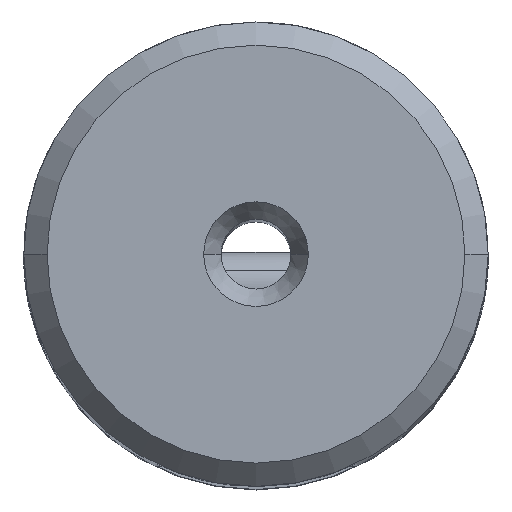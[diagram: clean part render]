
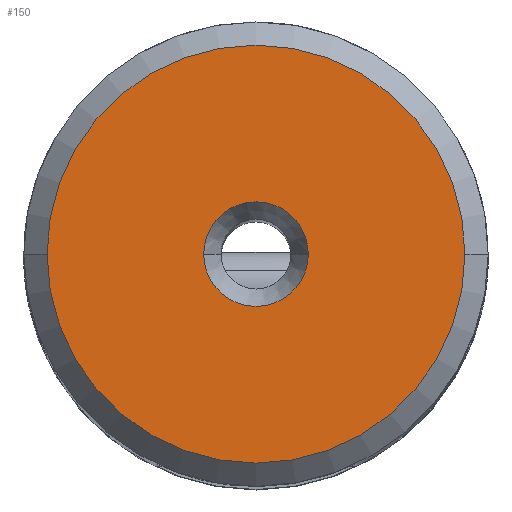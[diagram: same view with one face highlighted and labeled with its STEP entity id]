
A CAD part, top view. The second image highlights one B-rep face of the part: STEP entity #150.
In plain terms, the highlighted planar face has unit normal (0, 0, 1).
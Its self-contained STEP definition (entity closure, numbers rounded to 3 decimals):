
#45=PLANE('',#2175);
#68=FACE_BOUND('',#432,.T.);
#69=FACE_BOUND('',#433,.T.);
#150=ADVANCED_FACE('',(#68,#69),#45,.F.);
#432=EDGE_LOOP('',(#1104,#1105));
#433=EDGE_LOOP('',(#1106,#1107));
#1104=ORIENTED_EDGE('',*,*,#1677,.F.);
#1105=ORIENTED_EDGE('',*,*,#1797,.F.);
#1106=ORIENTED_EDGE('',*,*,#1675,.T.);
#1107=ORIENTED_EDGE('',*,*,#1798,.T.);
#1464=VERTEX_POINT('',#3342);
#1465=VERTEX_POINT('',#3344);
#1466=VERTEX_POINT('',#3348);
#1467=VERTEX_POINT('',#3349);
#1675=EDGE_CURVE('',#1465,#1464,#1924,.T.);
#1677=EDGE_CURVE('',#1466,#1467,#1925,.T.);
#1797=EDGE_CURVE('',#1467,#1466,#1968,.T.);
#1798=EDGE_CURVE('',#1464,#1465,#1969,.T.);
#1924=CIRCLE('',#2093,2.25);
#1925=CIRCLE('',#2095,8.993);
#1968=CIRCLE('',#2172,8.993);
#1969=CIRCLE('',#2174,2.25);
#2093=AXIS2_PLACEMENT_3D('',#3343,#2420,#2421);
#2095=AXIS2_PLACEMENT_3D('',#3347,#2425,#2426);
#2172=AXIS2_PLACEMENT_3D('',#3826,#2626,#2627);
#2174=AXIS2_PLACEMENT_3D('',#3828,#2630,#2631);
#2175=AXIS2_PLACEMENT_3D('',#3829,#2632,#2633);
#2420=DIRECTION('',(0.,0.,-1.));
#2421=DIRECTION('',(-1.,0.,0.));
#2425=DIRECTION('',(0.,0.,-1.));
#2426=DIRECTION('',(-1.,0.,0.));
#2626=DIRECTION('',(0.,0.,-1.));
#2627=DIRECTION('',(-1.,0.,0.));
#2630=DIRECTION('',(0.,0.,-1.));
#2631=DIRECTION('',(-1.,0.,0.));
#2632=DIRECTION('',(0.,0.,-1.));
#2633=DIRECTION('',(1.,0.,0.));
#3342=CARTESIAN_POINT('',(-2.25,0.,0.));
#3343=CARTESIAN_POINT('',(0.,0.,0.));
#3344=CARTESIAN_POINT('',(2.25,0.,0.));
#3347=CARTESIAN_POINT('',(0.,0.,0.));
#3348=CARTESIAN_POINT('',(-8.993,0.,0.));
#3349=CARTESIAN_POINT('',(8.993,0.,0.));
#3826=CARTESIAN_POINT('',(0.,0.,0.));
#3828=CARTESIAN_POINT('',(0.,0.,0.));
#3829=CARTESIAN_POINT('',(0.,2.25,0.));
